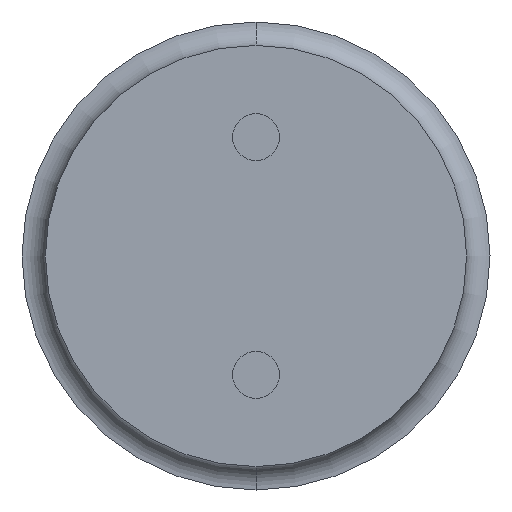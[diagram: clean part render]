
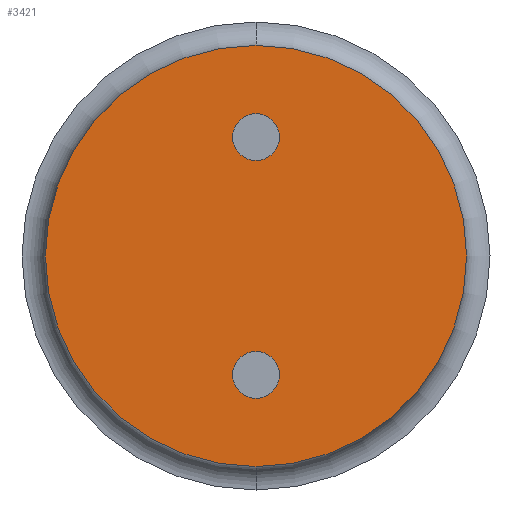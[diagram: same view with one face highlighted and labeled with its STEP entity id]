
A CAD part, front view. The second image highlights one B-rep face of the part: STEP entity #3421.
In plain terms, the highlighted planar face has unit normal (0, -1, 0).
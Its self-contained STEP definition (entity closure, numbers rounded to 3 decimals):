
#278 = CARTESIAN_POINT ( 'NONE',  ( 0., 0., 2.54 ) ) ;
#279 = DIRECTION ( 'NONE',  ( 0., -1., 0. ) ) ;
#280 = DIRECTION ( 'NONE',  ( 0., 0., 1. ) ) ;
#281 = CARTESIAN_POINT ( 'NONE',  ( 0., 0., 2.54 ) ) ;
#285 = DIRECTION ( 'NONE',  ( 0., -1., 0. ) ) ;
#286 = DIRECTION ( 'NONE',  ( 0., 0., 1. ) ) ;
#290 = CARTESIAN_POINT ( 'NONE',  ( 0., 0., -2.54 ) ) ;
#291 = DIRECTION ( 'NONE',  ( 0., -1., 0. ) ) ;
#1311 = PLANE ( 'NONE',  #2613 ) ;
#1312 = CARTESIAN_POINT ( 'NONE',  ( 0., 0., 0. ) ) ;
#1313 = DIRECTION ( 'NONE',  ( 0., 1., 0. ) ) ;
#1314 = DIRECTION ( 'NONE',  ( 0., 0., 1. ) ) ;
#2179 = VERTEX_POINT ( 'NONE', #2250 ) ;
#2209 = VERTEX_POINT ( 'NONE', #2252 ) ;
#2215 = EDGE_LOOP ( 'NONE', ( #2873, #2649 ) ) ;
#2216 = VERTEX_POINT ( 'NONE', #2255 ) ;
#2236 = EDGE_LOOP ( 'NONE', ( #2674, #2654 ) ) ;
#2250 = CARTESIAN_POINT ( 'NONE',  ( 0., 0., -2.04 ) ) ;
#2252 = CARTESIAN_POINT ( 'NONE',  ( 0., 0., 2.04 ) ) ;
#2255 = CARTESIAN_POINT ( 'NONE',  ( 0., 0., -3.04 ) ) ;
#2264 = CARTESIAN_POINT ( 'NONE',  ( 0., 0., 3.04 ) ) ;
#2273 = CARTESIAN_POINT ( 'NONE',  ( 0., 0., -4.5 ) ) ;
#2278 = CARTESIAN_POINT ( 'NONE',  ( 0., 0., 4.5 ) ) ;
#2512 = VERTEX_POINT ( 'NONE', #2264 ) ;
#2526 = AXIS2_PLACEMENT_3D ( 'NONE', #290, #291, #3020 ) ;
#2531 = AXIS2_PLACEMENT_3D ( 'NONE', #281, #285, #286 ) ;
#2533 = AXIS2_PLACEMENT_3D ( 'NONE', #278, #279, #280 ) ;
#2535 = AXIS2_PLACEMENT_3D ( 'NONE', #3030, #3034, #3035 ) ;
#2543 = AXIS2_PLACEMENT_3D ( 'NONE', #3048, #3049, #3050 ) ;
#2567 = AXIS2_PLACEMENT_3D ( 'NONE', #3004, #3008, #3009 ) ;
#2604 = FACE_BOUND ( 'NONE', #2215, .T. ) ;
#2607 = FACE_BOUND ( 'NONE', #2236, .T. ) ;
#2611 = FACE_OUTER_BOUND ( 'NONE', #3923, .T. ) ;
#2613 = AXIS2_PLACEMENT_3D ( 'NONE', #1312, #1313, #1314 ) ;
#2649 = ORIENTED_EDGE ( 'NONE', *, *, #3373, .F. ) ;
#2652 = ORIENTED_EDGE ( 'NONE', *, *, #3385, .T. ) ;
#2654 = ORIENTED_EDGE ( 'NONE', *, *, #3375, .F. ) ;
#2658 = ORIENTED_EDGE ( 'NONE', *, *, #3365, .T. ) ;
#2674 = ORIENTED_EDGE ( 'NONE', *, *, #3380, .F. ) ;
#2856 = VERTEX_POINT ( 'NONE', #2273 ) ;
#2871 = VERTEX_POINT ( 'NONE', #2278 ) ;
#2873 = ORIENTED_EDGE ( 'NONE', *, *, #3371, .F. ) ;
#3004 = CARTESIAN_POINT ( 'NONE',  ( 0., 0., 0. ) ) ;
#3008 = DIRECTION ( 'NONE',  ( 0., -1., 0. ) ) ;
#3009 = DIRECTION ( 'NONE',  ( 0., 0., -1. ) ) ;
#3020 = DIRECTION ( 'NONE',  ( 0., 0., 1. ) ) ;
#3030 = CARTESIAN_POINT ( 'NONE',  ( 0., 0., -2.54 ) ) ;
#3034 = DIRECTION ( 'NONE',  ( 0., -1., 0. ) ) ;
#3035 = DIRECTION ( 'NONE',  ( 0., 0., 1. ) ) ;
#3048 = CARTESIAN_POINT ( 'NONE',  ( 0., 0., 0. ) ) ;
#3049 = DIRECTION ( 'NONE',  ( 0., -1., 0. ) ) ;
#3050 = DIRECTION ( 'NONE',  ( 0., 0., -1. ) ) ;
#3365 = EDGE_CURVE ( 'NONE', #2856, #2871, #3439, .T. ) ;
#3371 = EDGE_CURVE ( 'NONE', #2512, #2209, #3442, .T. ) ;
#3373 = EDGE_CURVE ( 'NONE', #2209, #2512, #3443, .T. ) ;
#3375 = EDGE_CURVE ( 'NONE', #2216, #2179, #3445, .T. ) ;
#3380 = EDGE_CURVE ( 'NONE', #2179, #2216, #3449, .T. ) ;
#3385 = EDGE_CURVE ( 'NONE', #2871, #2856, #3453, .T. ) ;
#3421 = ADVANCED_FACE ( 'NONE', ( #2604, #2611, #2607 ), #1311, .F. ) ;
#3439 = CIRCLE ( 'NONE', #2567, 4.5 ) ;
#3442 = CIRCLE ( 'NONE', #2533, 0.5 ) ;
#3443 = CIRCLE ( 'NONE', #2531, 0.5 ) ;
#3445 = CIRCLE ( 'NONE', #2526, 0.5 ) ;
#3449 = CIRCLE ( 'NONE', #2535, 0.5 ) ;
#3453 = CIRCLE ( 'NONE', #2543, 4.5 ) ;
#3923 = EDGE_LOOP ( 'NONE', ( #2658, #2652 ) ) ;
